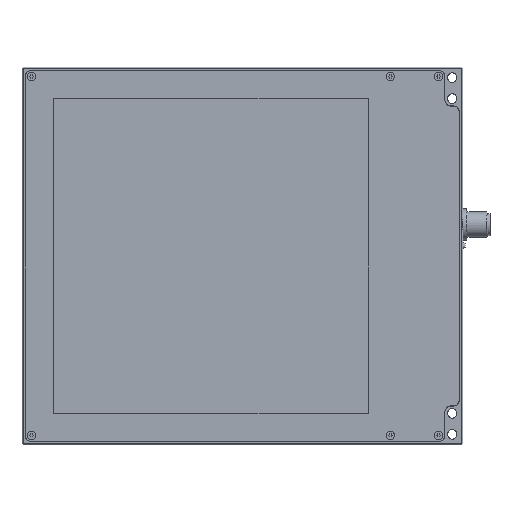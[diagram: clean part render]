
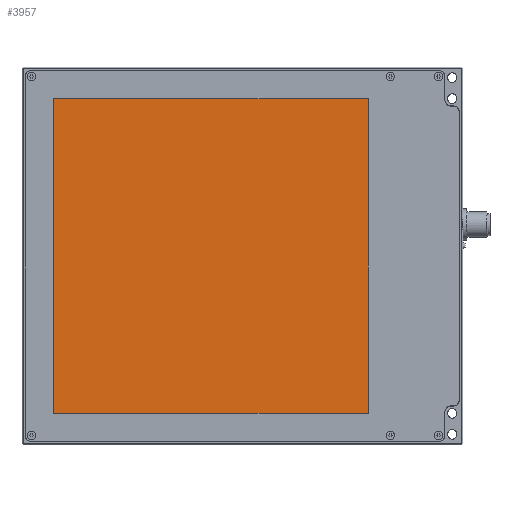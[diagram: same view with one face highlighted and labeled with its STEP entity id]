
A CAD part, top view. The second image highlights one B-rep face of the part: STEP entity #3957.
In plain terms, the highlighted planar face has unit normal (0, 0, 1).
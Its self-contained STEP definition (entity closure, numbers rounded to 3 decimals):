
#116=LINE('',#5998,#432);
#120=LINE('',#6006,#436);
#123=LINE('',#6012,#439);
#126=LINE('',#6017,#442);
#432=VECTOR('',#4861,150.);
#436=VECTOR('',#4867,150.);
#439=VECTOR('',#4872,150.);
#442=VECTOR('',#4877,150.);
#967=FACE_OUTER_BOUND('',#1265,.T.);
#1265=EDGE_LOOP('',(#2819,#2820,#2821,#2822));
#1761=VERTEX_POINT('',#5996);
#1762=VERTEX_POINT('',#5997);
#1765=VERTEX_POINT('',#6005);
#1767=VERTEX_POINT('',#6011);
#2126=EDGE_CURVE('',#1761,#1762,#116,.T.);
#2130=EDGE_CURVE('',#1765,#1761,#120,.T.);
#2133=EDGE_CURVE('',#1762,#1767,#123,.T.);
#2136=EDGE_CURVE('',#1767,#1765,#126,.T.);
#2819=ORIENTED_EDGE('',*,*,#2130,.T.);
#2820=ORIENTED_EDGE('',*,*,#2126,.T.);
#2821=ORIENTED_EDGE('',*,*,#2133,.T.);
#2822=ORIENTED_EDGE('',*,*,#2136,.T.);
#3483=PLANE('',#4291);
#3957=ADVANCED_FACE('',(#967),#3483,.F.);
#4291=AXIS2_PLACEMENT_3D('',#6156,#4987,#4988);
#4861=DIRECTION('',(-1.,0.,0.));
#4867=DIRECTION('',(0.,1.,0.));
#4872=DIRECTION('',(0.,-1.,0.));
#4877=DIRECTION('',(1.,0.,0.));
#4987=DIRECTION('center_axis',(0.,0.,-1.));
#4988=DIRECTION('ref_axis',(1.,0.,0.));
#5996=CARTESIAN_POINT('',(-45.,165.,14.));
#5997=CARTESIAN_POINT('',(-195.,165.,14.));
#5998=CARTESIAN_POINT('',(-45.,165.,14.));
#6005=CARTESIAN_POINT('',(-45.,15.,14.));
#6006=CARTESIAN_POINT('',(-45.,15.,14.));
#6011=CARTESIAN_POINT('',(-195.,15.,14.));
#6012=CARTESIAN_POINT('',(-195.,165.,14.));
#6017=CARTESIAN_POINT('',(-195.,15.,14.));
#6156=CARTESIAN_POINT('Origin',(-120.,90.,14.));
